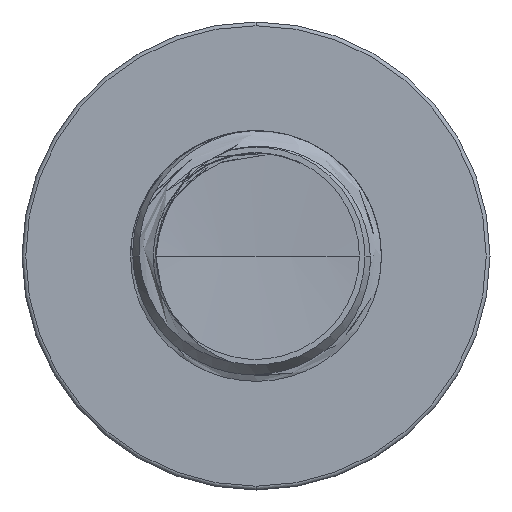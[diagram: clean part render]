
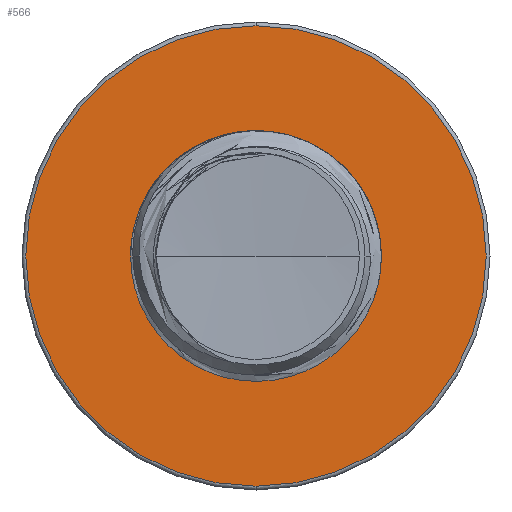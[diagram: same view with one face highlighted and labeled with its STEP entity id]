
A CAD part, front view. The second image highlights one B-rep face of the part: STEP entity #566.
In plain terms, the highlighted planar face has unit normal (0, -1, 0).
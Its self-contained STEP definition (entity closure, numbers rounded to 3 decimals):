
#502 = EDGE_CURVE ( 'NONE', #16399, #26081, #11938, .T. ) ;
#566 = ADVANCED_FACE ( 'NONE', ( #24883, #31460 ), #6095, .T. ) ;
#2384 = AXIS2_PLACEMENT_3D ( 'NONE', #30142, #12775, #33011 ) ;
#3196 = CARTESIAN_POINT ( 'NONE',  ( 0., 11., 1.436 ) ) ;
#3614 = CARTESIAN_POINT ( 'NONE',  ( 0., 11., -2.755 ) ) ;
#4499 = DIRECTION ( 'NONE',  ( 0., -1., 0. ) ) ;
#4944 = AXIS2_PLACEMENT_3D ( 'NONE', #24020, #6107, #26862 ) ;
#5029 = EDGE_LOOP ( 'NONE', ( #17821, #25512 ) ) ;
#6095 = PLANE ( 'NONE',  #10927 ) ;
#6107 = DIRECTION ( 'NONE',  ( 0., -1., 0. ) ) ;
#6380 = DIRECTION ( 'NONE',  ( 0., -1., 0. ) ) ;
#6923 = EDGE_CURVE ( 'NONE', #25576, #10793, #8942, .T. ) ;
#8942 = CIRCLE ( 'NONE', #4944, 1.436 ) ;
#9169 = ORIENTED_EDGE ( 'NONE', *, *, #6923, .F. ) ;
#9187 = DIRECTION ( 'NONE',  ( 0., -1., 0. ) ) ;
#10793 = VERTEX_POINT ( 'NONE', #35925 ) ;
#10927 = AXIS2_PLACEMENT_3D ( 'NONE', #3196, #9187, #29641 ) ;
#10983 = AXIS2_PLACEMENT_3D ( 'NONE', #24283, #6380, #27111 ) ;
#11938 = CIRCLE ( 'NONE', #23618, 2.755 ) ;
#12775 = DIRECTION ( 'NONE',  ( 0., -1., 0. ) ) ;
#13905 = CIRCLE ( 'NONE', #2384, 1.436 ) ;
#15906 = CARTESIAN_POINT ( 'NONE',  ( 0., 11., 2.755 ) ) ;
#16399 = VERTEX_POINT ( 'NONE', #15906 ) ;
#17821 = ORIENTED_EDGE ( 'NONE', *, *, #35935, .T. ) ;
#21817 = CIRCLE ( 'NONE', #10983, 2.755 ) ;
#22443 = CARTESIAN_POINT ( 'NONE',  ( 0., 11., 0. ) ) ;
#23433 = CARTESIAN_POINT ( 'NONE',  ( 0., 11., -1.436 ) ) ;
#23618 = AXIS2_PLACEMENT_3D ( 'NONE', #22443, #4499, #25328 ) ;
#24020 = CARTESIAN_POINT ( 'NONE',  ( 0., 11., 0. ) ) ;
#24283 = CARTESIAN_POINT ( 'NONE',  ( 0., 11., 0. ) ) ;
#24883 = FACE_OUTER_BOUND ( 'NONE', #5029, .T. ) ;
#25328 = DIRECTION ( 'NONE',  ( 0., 0., -1. ) ) ;
#25512 = ORIENTED_EDGE ( 'NONE', *, *, #502, .T. ) ;
#25576 = VERTEX_POINT ( 'NONE', #23433 ) ;
#26081 = VERTEX_POINT ( 'NONE', #3614 ) ;
#26862 = DIRECTION ( 'NONE',  ( 0., 0., -1. ) ) ;
#27111 = DIRECTION ( 'NONE',  ( 0., 0., -1. ) ) ;
#28546 = EDGE_LOOP ( 'NONE', ( #9169, #33004 ) ) ;
#29641 = DIRECTION ( 'NONE',  ( 0., 0., -1. ) ) ;
#30142 = CARTESIAN_POINT ( 'NONE',  ( 0., 11., 0. ) ) ;
#31460 = FACE_BOUND ( 'NONE', #28546, .T. ) ;
#33004 = ORIENTED_EDGE ( 'NONE', *, *, #36164, .F. ) ;
#33011 = DIRECTION ( 'NONE',  ( 0., 0., -1. ) ) ;
#35925 = CARTESIAN_POINT ( 'NONE',  ( 0., 11., 1.436 ) ) ;
#35935 = EDGE_CURVE ( 'NONE', #26081, #16399, #21817, .T. ) ;
#36164 = EDGE_CURVE ( 'NONE', #10793, #25576, #13905, .T. ) ;
